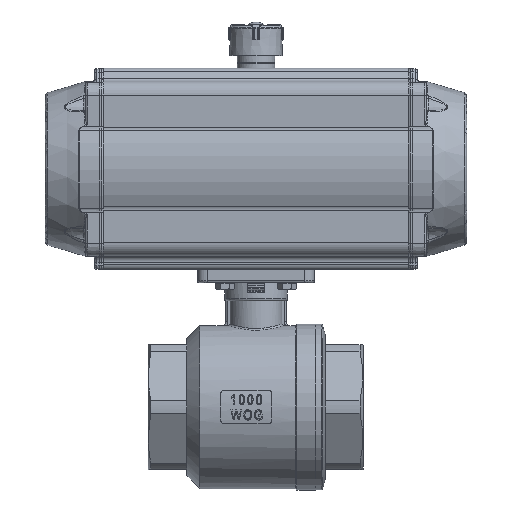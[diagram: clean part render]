
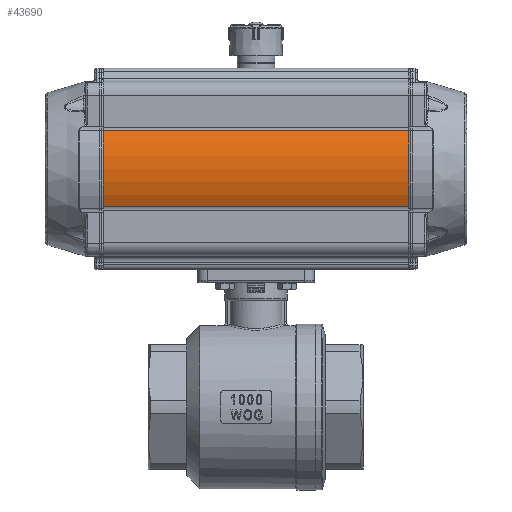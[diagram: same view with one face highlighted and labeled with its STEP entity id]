
A CAD part, top view. The second image highlights one B-rep face of the part: STEP entity #43690.
In plain terms, the highlighted cylindrical face has radius 68.7 mm (diameter 137.4 mm), a partial arc.
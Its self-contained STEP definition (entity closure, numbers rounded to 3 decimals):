
#5211=LINE('',#86436,#7561);
#5212=LINE('',#86446,#7562);
#7561=VECTOR('',#52700,1000.);
#7562=VECTOR('',#52711,1000.);
#11870=ORIENTED_EDGE('',*,*,#24041,.F.);
#11871=ORIENTED_EDGE('',*,*,#24038,.T.);
#11872=ORIENTED_EDGE('',*,*,#24042,.T.);
#11873=ORIENTED_EDGE('',*,*,#24043,.T.);
#24038=EDGE_CURVE('',#30329,#30330,#5211,.T.);
#24041=EDGE_CURVE('',#30329,#30331,#34146,.T.);
#24042=EDGE_CURVE('',#30330,#30332,#34147,.T.);
#24043=EDGE_CURVE('',#30332,#30331,#5212,.T.);
#30329=VERTEX_POINT('',#86437);
#30330=VERTEX_POINT('',#86438);
#30331=VERTEX_POINT('',#86443);
#30332=VERTEX_POINT('',#86445);
#34146=CIRCLE('',#47176,68.7);
#34147=CIRCLE('',#47177,68.7);
#36467=EDGE_LOOP('',(#11870,#11871,#11872,#11873));
#39804=FACE_BOUND('',#36467,.T.);
#42636=CYLINDRICAL_SURFACE('',#47175,68.7);
#43690=ADVANCED_FACE('',(#39804),#42636,.T.);
#47175=AXIS2_PLACEMENT_3D('',#86441,#52705,#52706);
#47176=AXIS2_PLACEMENT_3D('',#86442,#52707,#52708);
#47177=AXIS2_PLACEMENT_3D('',#86444,#52709,#52710);
#52700=DIRECTION('',(0.,0.,-1.));
#52705=DIRECTION('',(0.,0.,1.));
#52706=DIRECTION('',(1.,0.,0.));
#52707=DIRECTION('',(0.,0.,1.));
#52708=DIRECTION('',(1.,0.,0.));
#52709=DIRECTION('',(0.,0.,1.));
#52710=DIRECTION('',(1.,0.,0.));
#52711=DIRECTION('',(0.,0.,1.));
#86436=CARTESIAN_POINT('',(-61.618,30.379,0.));
#86437=CARTESIAN_POINT('',(-61.618,30.379,244.));
#86438=CARTESIAN_POINT('',(-61.618,30.379,0.));
#86441=CARTESIAN_POINT('',(0.,0.,0.));
#86442=CARTESIAN_POINT('',(0.,0.,244.));
#86443=CARTESIAN_POINT('',(-61.618,-30.379,244.));
#86444=CARTESIAN_POINT('',(0.,0.,0.));
#86445=CARTESIAN_POINT('',(-61.618,-30.379,0.));
#86446=CARTESIAN_POINT('',(-61.618,-30.379,0.));
